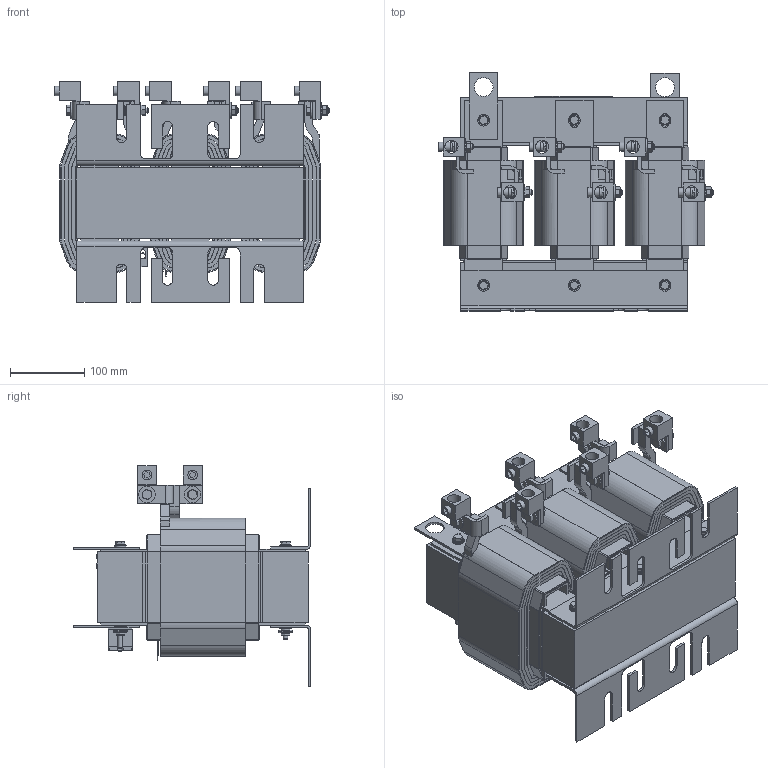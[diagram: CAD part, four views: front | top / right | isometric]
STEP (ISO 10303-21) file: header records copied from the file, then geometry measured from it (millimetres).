
FILE_DESCRIPTION(/* description */ (''),/* implementation_level */ '2;1');
FILE_NAME(/* name */ 'KLRUL160APTMG.stp',/* time_stamp */ '2020-03-10T13:26:00-05:00',/* author */ ('jnelson'),/* organization */ (''),/* preprocessor_version */ 'ST-DEVELOPER v17',/* originating_system */ 'Autodesk Inventor 2019',/* authorisation */ '');
FILE_SCHEMA (('AUTOMOTIVE_DESIGN { 1 0 10303 214 3 1 1 }'));
Length unit declared in the file: inch
Products named in the file (36): KLRUL160APTMG; KTRMG160A; 24263-REV-NR; 21513-3.75; 15309; 15183-.12 GAP; 24156 TERM CHANGE; 21512; 15112; 21085-REV-E; 21621-REV-A; 24156-COIL- TERMINAL CHANGE; 15465; 30097- LARGE  BLANK  (REACTOR); 1505-1763-4495 ASSEMBLY; 15217; 31555; 28453; 28453_1; 11923insert; 11923-1; 11923-2; 11923-3; 31553; 29477-SHORT LEADS; 1505; 1763-4495 ASSEMBLY; 4495; 1763; 14927; 4631 AND 1714; 4631; 11619 AND 1714; 11619; 1714; 31615
Assembly tree (90 placements, depth 5):
  KLRUL160APTMG
    KTRMG160A
      21513-3.75  x2
      24263-REV-NR  x2
      15309  x2
      15183-.12 GAP  x2
      24156 TERM CHANGE  x3
        21512
        15112
        21085-REV-E
        21621-REV-A
        24156-COIL- TERMINAL CHANGE
      15465  x6
      1763-4495 ASSEMBLY  x8
        4495
        1763
      30097- LARGE  BLANK  (REACTOR)
      1505-1763-4495 ASSEMBLY  x4
        4495
        1763
        1505
      15217  x4
      31555  x2
      28453
        28453_1
        11923insert  x3
          11923-1
          11923-2
          11923-3
      31553
      29477-SHORT LEADS
      1505  x2
    14927  x6
    4631 AND 1714  x6
      4631
      1714
    11619 AND 1714  x6
      11619
      1714
    31615
Bounding box: 369.83 x 319.79 x 297.03 mm (x, y, z)
Volume: 10861595.4 mm3; surface area: 3379147.3 mm2
Topology: 130 solids, 130 shells, 2881 faces, 7348 edges, 4804 vertices
Faces by surface type: plane 1843, cylinder 800, bspline 204, cone 18, torus 12, sphere 4
Full cylindrical faces by diameter (mm): 0.762 x2, 1.524 x2, 4.166 x2, 4.496 x6, 4.724 x2, 5.867 x6, 6.147 x12, 6.35 x12, 7.01 x6, 7.137 x12, 7.62 x12, 7.874 x12, 8.128 x4, 8.334 x6, 8.636 x18, 9.652 x8, 10.312 x6, 12.7 x24, 15.875 x12, 17.65 x6, 18.491 x6, 22.225 x12, 25.4 x2
Entity records: 42823 total; most frequent: CARTESIAN_POINT 10244, ORIENTED_EDGE 6752, DIRECTION 5923, EDGE_CURVE 3376, LINE 2389, VECTOR 2389, VERTEX_POINT 2226, AXIS2_PLACEMENT_3D 1767
